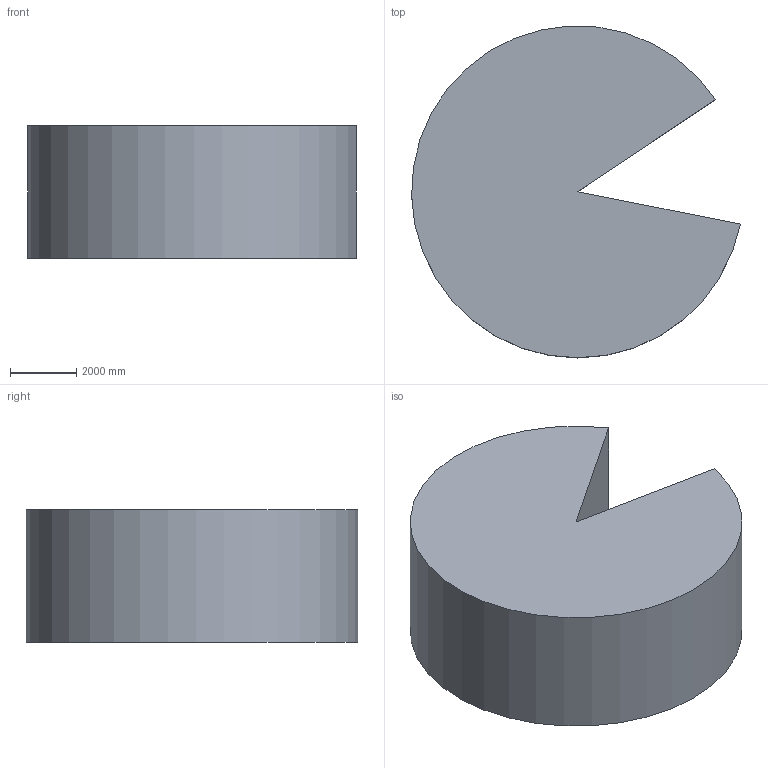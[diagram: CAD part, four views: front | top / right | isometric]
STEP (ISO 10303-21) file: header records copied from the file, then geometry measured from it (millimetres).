
FILE_DESCRIPTION(('FreeCAD Model'),'2;1');
FILE_NAME('reflecting_wedge.stp','2018-10-12T17:34:46',('FreeCAD'),( 'FreeCAD'),'Open CASCADE STEP processor 7.3','FreeCAD','Unknown');
FILE_SCHEMA(('AUTOMOTIVE_DESIGN { 1 0 10303 214 1 1 1 1 }'));
Length unit declared in the file: millimetre
Products named in the file (1): Open CASCADE STEP translator 7.3 1
Bounding box: 9902.42 x 9993.98 x 4000 mm (x, y, z)
Volume: 274889357189.1 mm3; surface area: 287400421.5 mm2
Topology: 1 solids, 1 shells, 5 faces, 9 edges, 6 vertices
Faces by surface type: plane 4, cylinder 1
Entity records: 252 total; most frequent: DIRECTION 41, CARTESIAN_POINT 39, LINE 23, VECTOR 23, ORIENTED_EDGE 18, PCURVE 18, DEFINITIONAL_REPRESENTATION 18, EDGE_CURVE 9
